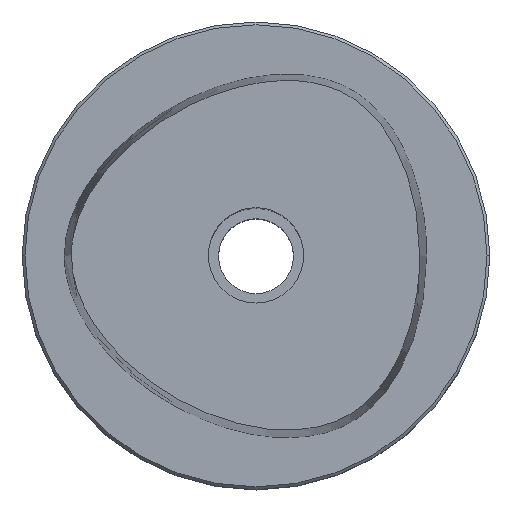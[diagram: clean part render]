
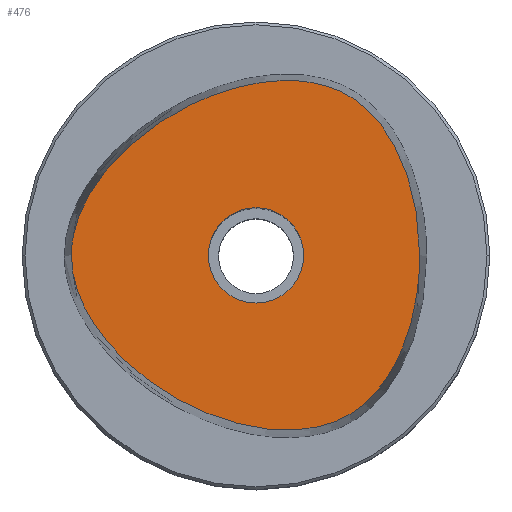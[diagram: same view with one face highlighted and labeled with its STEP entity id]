
A CAD part, top view. The second image highlights one B-rep face of the part: STEP entity #476.
In plain terms, the highlighted planar face has unit normal (0, 0, 1).
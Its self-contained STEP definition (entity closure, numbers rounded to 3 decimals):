
#6=CARTESIAN_POINT('',(-19.74,0.,30.));
#7=CARTESIAN_POINT('',(-19.74,-5.804,30.));
#8=CARTESIAN_POINT('',(-10.052,-17.411,30.));
#9=CARTESIAN_POINT('',(12.292,-21.29,30.));
#10=CARTESIAN_POINT('',(17.5,-7.097,30.));
#11=CARTESIAN_POINT('',(17.5,0.,30.));
#17=CARTESIAN_POINT('',(17.5,0.,30.));
#18=CARTESIAN_POINT('',(17.5,7.097,30.));
#19=CARTESIAN_POINT('',(12.292,21.29,30.));
#20=CARTESIAN_POINT('',(-10.052,17.411,30.));
#21=CARTESIAN_POINT('',(-19.74,5.804,30.));
#22=CARTESIAN_POINT('',(-19.74,0.,30.));
#27=CARTESIAN_POINT('',(0.,0.,30.));
#28=DIRECTION('',(0.,0.,-1.));
#29=DIRECTION('',(-1.,0.,0.));
#30=AXIS2_PLACEMENT_3D('',#27,#28,#29);
#35=CARTESIAN_POINT('',(0.,0.,30.));
#36=DIRECTION('',(0.,0.,-1.));
#37=DIRECTION('',(1.,0.,0.));
#38=AXIS2_PLACEMENT_3D('',#35,#36,#37);
#427=VERTEX_POINT('',#6);
#428=VERTEX_POINT('',#11);
#431=CARTESIAN_POINT('',(-5.1,0.,30.));
#432=CARTESIAN_POINT('',(5.1,0.,30.));
#433=VERTEX_POINT('',#431);
#434=VERTEX_POINT('',#432);
#459=CARTESIAN_POINT('',(0.,0.,30.));
#460=DIRECTION('',(0.,0.,-1.));
#461=DIRECTION('',(-1.,0.,0.));
#462=AXIS2_PLACEMENT_3D('',#459,#460,#461);
#463=PLANE('',#462);
#465=ORIENTED_EDGE('',*,*,#464,.F.);
#467=ORIENTED_EDGE('',*,*,#466,.F.);
#468=EDGE_LOOP('',(#465,#467));
#469=FACE_OUTER_BOUND('',#468,.F.);
#471=ORIENTED_EDGE('',*,*,#470,.F.);
#473=ORIENTED_EDGE('',*,*,#472,.F.);
#474=EDGE_LOOP('',(#471,#473));
#475=FACE_BOUND('',#474,.F.);
#12=B_SPLINE_CURVE_WITH_KNOTS('',3,(#6,#7,#8,#9,#10,#11),.UNSPECIFIED.,.F.,.F.,(
4,1,1,4),(0.,0.333,0.667,1.),.UNSPECIFIED.);
#23=B_SPLINE_CURVE_WITH_KNOTS('',3,(#17,#18,#19,#20,#21,#22),.UNSPECIFIED.,.F.,
.F.,(4,1,1,4),(0.,0.333,0.667,1.),.UNSPECIFIED.);
#31=CIRCLE('',#30,5.1);
#39=CIRCLE('',#38,5.1);
#464=EDGE_CURVE('',#427,#428,#12,.T.);
#466=EDGE_CURVE('',#428,#427,#23,.T.);
#470=EDGE_CURVE('',#433,#434,#31,.T.);
#472=EDGE_CURVE('',#434,#433,#39,.T.);
#476=ADVANCED_FACE('',(#469,#475),#463,.F.);
